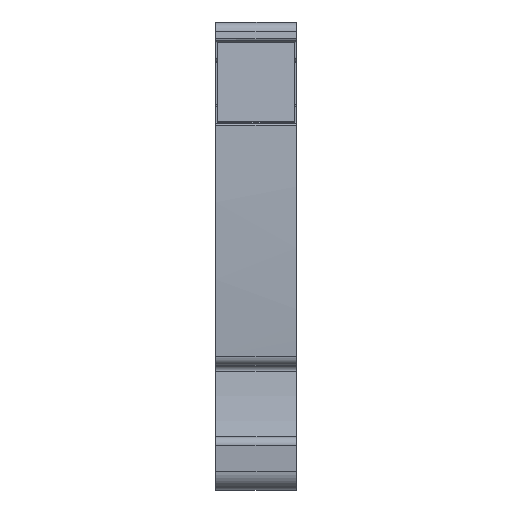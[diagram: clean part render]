
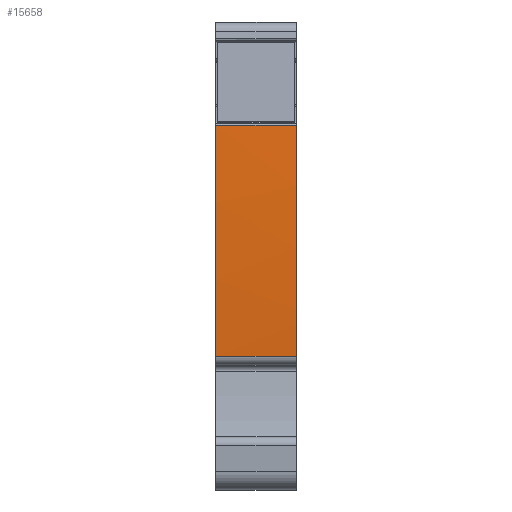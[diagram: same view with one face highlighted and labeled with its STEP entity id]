
A CAD part, front view. The second image highlights one B-rep face of the part: STEP entity #15658.
In plain terms, the highlighted cylindrical face has radius 180 mm (diameter 360 mm), a partial arc.
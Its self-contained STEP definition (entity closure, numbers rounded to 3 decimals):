
#447=AXIS2_PLACEMENT_3D('Circle Axis2P3D',#445,#446,$) ;
#454=AXIS2_PLACEMENT_3D('Circle Axis2P3D',#452,#453,$) ;
#461=AXIS2_PLACEMENT_3D('Circle Axis2P3D',#459,#460,$) ;
#15643=AXIS2_PLACEMENT_3D('Cylinder Axis2P3D',#15640,#15641,#15642) ;
#15647=AXIS2_PLACEMENT_3D('Circle Axis2P3D',#15645,#15646,$) ;
#442=CARTESIAN_POINT('Vertex',(8.1,1.481,36.509)) ;
#445=CARTESIAN_POINT('Axis2P3D Location',(8.1,181.129,25.25)) ;
#449=CARTESIAN_POINT('Vertex',(8.1,1.27,18.107)) ;
#452=CARTESIAN_POINT('Axis2P3D Location',(8.1,179.543,25.187)) ;
#456=CARTESIAN_POINT('Vertex',(8.1,1.271,18.1)) ;
#459=CARTESIAN_POINT('Axis2P3D Location',(8.1,181.129,25.25)) ;
#463=CARTESIAN_POINT('Vertex',(8.1,1.52,13.384)) ;
#3647=CARTESIAN_POINT('Vertex',(0.,1.481,36.509)) ;
#3650=CARTESIAN_POINT('Line Origine',(4.05,1.481,36.509)) ;
#15620=CARTESIAN_POINT('Line Origine',(4.05,1.52,13.384)) ;
#15624=CARTESIAN_POINT('Vertex',(0.,1.52,13.384)) ;
#15640=CARTESIAN_POINT('Axis2P3D Location',(4.05,181.129,25.25)) ;
#15645=CARTESIAN_POINT('Axis2P3D Location',(0.,181.129,25.25)) ;
#446=DIRECTION('Axis2P3D Direction',(1.,0.,0.)) ;
#453=DIRECTION('Axis2P3D Direction',(1.,0.,0.)) ;
#460=DIRECTION('Axis2P3D Direction',(1.,0.,0.)) ;
#3651=DIRECTION('Vector Direction',(1.,0.,0.)) ;
#15621=DIRECTION('Vector Direction',(1.,0.,0.)) ;
#15641=DIRECTION('Axis2P3D Direction',(1.,0.,0.)) ;
#15642=DIRECTION('Axis2P3D XDirection',(0.,-0.993,0.115)) ;
#15646=DIRECTION('Axis2P3D Direction',(1.,0.,0.)) ;
#3652=VECTOR('Line Direction',#3651,1.) ;
#15622=VECTOR('Line Direction',#15621,1.) ;
#15651=ORIENTED_EDGE('',*,*,#465,.F.) ;
#15652=ORIENTED_EDGE('',*,*,#458,.F.) ;
#15653=ORIENTED_EDGE('',*,*,#451,.F.) ;
#15654=ORIENTED_EDGE('',*,*,#3654,.F.) ;
#15655=ORIENTED_EDGE('',*,*,#15649,.T.) ;
#15656=ORIENTED_EDGE('',*,*,#15626,.T.) ;
#15658=ADVANCED_FACE('MLD',(#15657),#15644,.T.) ;
#448=CIRCLE('generated circle',#447,180.) ;
#455=CIRCLE('generated circle',#454,178.413) ;
#462=CIRCLE('generated circle',#461,180.) ;
#15648=CIRCLE('generated circle',#15647,180.) ;
#15644=CYLINDRICAL_SURFACE('generated cylinder',#15643,180.) ;
#451=EDGE_CURVE('',#443,#450,#448,.T.) ;
#458=EDGE_CURVE('',#450,#457,#455,.T.) ;
#465=EDGE_CURVE('',#457,#464,#462,.T.) ;
#3654=EDGE_CURVE('',#3648,#443,#3653,.T.) ;
#15626=EDGE_CURVE('',#15625,#464,#15623,.T.) ;
#15649=EDGE_CURVE('',#3648,#15625,#15648,.T.) ;
#15650=EDGE_LOOP('',(#15651,#15652,#15653,#15654,#15655,#15656)) ;
#15657=FACE_OUTER_BOUND('',#15650,.T.) ;
#3653=LINE('Line',#3650,#3652) ;
#15623=LINE('Line',#15620,#15622) ;
#443=VERTEX_POINT('',#442) ;
#450=VERTEX_POINT('',#449) ;
#457=VERTEX_POINT('',#456) ;
#464=VERTEX_POINT('',#463) ;
#3648=VERTEX_POINT('',#3647) ;
#15625=VERTEX_POINT('',#15624) ;
